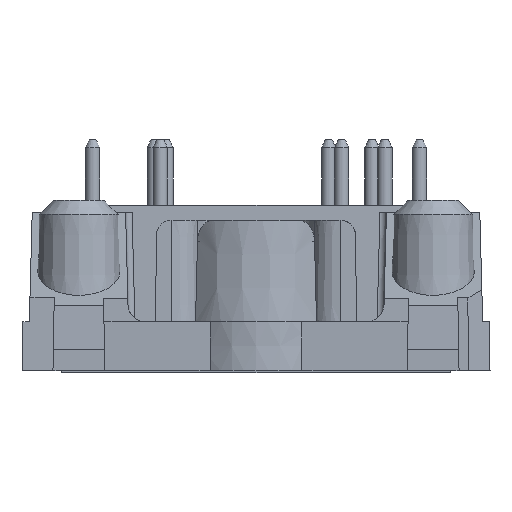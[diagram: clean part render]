
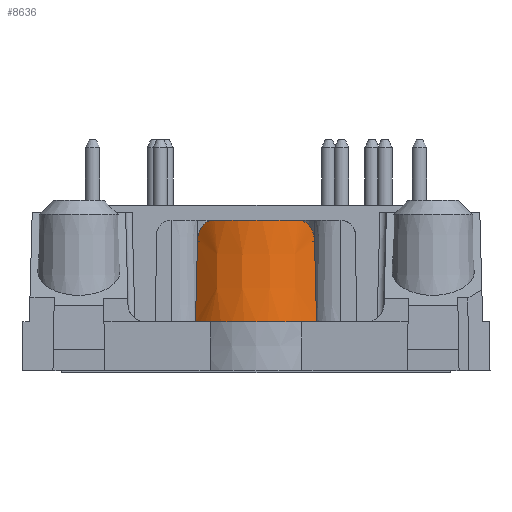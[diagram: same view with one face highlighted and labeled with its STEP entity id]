
A CAD part, left-side view. The second image highlights one B-rep face of the part: STEP entity #8636.
In plain terms, the highlighted conical face has half-angle 1 degrees and reference radius 5.5 mm.
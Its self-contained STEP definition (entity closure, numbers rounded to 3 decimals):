
#51=CONICAL_SURFACE('',#11871,5.5,0.017);
#180=CIRCLE('',#11833,5.377);
#193=CIRCLE('',#11872,5.5);
#194=CIRCLE('',#11873,5.5);
#195=CIRCLE('',#11874,5.5);
#604=B_SPLINE_CURVE_WITH_KNOTS('',3,(#17871,#17872,#17873,#17874,#17875),
 .UNSPECIFIED.,.F.,.F.,(4,1,4),(0.,0.001,0.002),
 .UNSPECIFIED.);
#605=B_SPLINE_CURVE_WITH_KNOTS('',3,(#17885,#17886,#17887,#17888,#17889),
 .UNSPECIFIED.,.F.,.F.,(4,1,4),(0.,0.001,0.002),
 .UNSPECIFIED.);
#607=B_SPLINE_CURVE_WITH_KNOTS('',3,(#17947,#17948,#17949,#17950),
 .UNSPECIFIED.,.F.,.F.,(4,4),(0.,0.006),.UNSPECIFIED.);
#610=B_SPLINE_CURVE_WITH_KNOTS('',3,(#17968,#17969,#17970,#17971),
 .UNSPECIFIED.,.F.,.F.,(4,4),(0.,0.006),.UNSPECIFIED.);
#2498=ORIENTED_EDGE('',*,*,#4046,.T.);
#2499=ORIENTED_EDGE('',*,*,#4059,.F.);
#2500=ORIENTED_EDGE('',*,*,#4060,.F.);
#2501=ORIENTED_EDGE('',*,*,#4061,.F.);
#2502=ORIENTED_EDGE('',*,*,#4040,.F.);
#2503=ORIENTED_EDGE('',*,*,#4013,.F.);
#2504=ORIENTED_EDGE('',*,*,#4010,.T.);
#2505=ORIENTED_EDGE('',*,*,#4008,.F.);
#4008=EDGE_CURVE('',#4944,#4945,#604,.T.);
#4010=EDGE_CURVE('',#4946,#4945,#180,.F.);
#4013=EDGE_CURVE('',#4946,#4948,#605,.T.);
#4040=EDGE_CURVE('',#4948,#4962,#607,.T.);
#4046=EDGE_CURVE('',#4944,#4965,#610,.T.);
#4059=EDGE_CURVE('',#4976,#4965,#193,.T.);
#4060=EDGE_CURVE('',#4977,#4976,#194,.T.);
#4061=EDGE_CURVE('',#4962,#4977,#195,.T.);
#4944=VERTEX_POINT('',#17870);
#4945=VERTEX_POINT('',#17876);
#4946=VERTEX_POINT('',#17880);
#4948=VERTEX_POINT('',#17890);
#4962=VERTEX_POINT('',#17951);
#4965=VERTEX_POINT('',#17967);
#4976=VERTEX_POINT('',#18003);
#4977=VERTEX_POINT('',#18005);
#7052=EDGE_LOOP('',(#2498,#2499,#2500,#2501,#2502,#2503,#2504,#2505));
#7736=FACE_BOUND('',#7052,.T.);
#8636=ADVANCED_FACE('',(#7736),#51,.T.);
#11833=AXIS2_PLACEMENT_3D('',#17879,#13588,#13589);
#11871=AXIS2_PLACEMENT_3D('',#18001,#13692,#13693);
#11872=AXIS2_PLACEMENT_3D('',#18002,#13694,#13695);
#11873=AXIS2_PLACEMENT_3D('',#18004,#13696,#13697);
#11874=AXIS2_PLACEMENT_3D('',#18006,#13698,#13699);
#13588=DIRECTION('',(0.,0.,1.));
#13589=DIRECTION('',(1.,0.,0.));
#13692=DIRECTION('',(0.,0.,-1.));
#13693=DIRECTION('',(-1.,0.,0.));
#13694=DIRECTION('',(0.,0.,-1.));
#13695=DIRECTION('',(-1.,0.,0.));
#13696=DIRECTION('',(0.,0.,-1.));
#13697=DIRECTION('',(-1.,0.,0.));
#13698=DIRECTION('',(0.,0.,-1.));
#13699=DIRECTION('',(-1.,0.,0.));
#17870=CARTESIAN_POINT('',(-31.061,4.063,8.976));
#17871=CARTESIAN_POINT('',(-31.061,4.063,8.976));
#17872=CARTESIAN_POINT('',(-31.061,4.054,9.372));
#17873=CARTESIAN_POINT('',(-31.318,3.829,10.144));
#17874=CARTESIAN_POINT('',(-31.821,3.224,10.45));
#17875=CARTESIAN_POINT('',(-32.034,2.89,10.45));
#17876=CARTESIAN_POINT('',(-32.034,2.89,10.45));
#17879=CARTESIAN_POINT('',(-27.5,0.,10.45));
#17880=CARTESIAN_POINT('',(-32.034,-2.89,10.45));
#17885=CARTESIAN_POINT('',(-32.034,-2.89,10.45));
#17886=CARTESIAN_POINT('',(-31.821,-3.224,10.45));
#17887=CARTESIAN_POINT('',(-31.319,-3.827,10.146));
#17888=CARTESIAN_POINT('',(-31.061,-4.054,9.372));
#17889=CARTESIAN_POINT('',(-31.061,-4.063,8.976));
#17890=CARTESIAN_POINT('',(-31.061,-4.063,8.976));
#17947=CARTESIAN_POINT('',(-31.061,-4.063,8.976));
#17948=CARTESIAN_POINT('',(-31.057,-4.11,7.117));
#17949=CARTESIAN_POINT('',(-31.053,-4.156,5.259));
#17950=CARTESIAN_POINT('',(-31.049,-4.201,3.4));
#17951=CARTESIAN_POINT('',(-31.049,-4.201,3.4));
#17967=CARTESIAN_POINT('',(-31.049,4.201,3.4));
#17968=CARTESIAN_POINT('',(-31.061,4.063,8.976));
#17969=CARTESIAN_POINT('',(-31.057,4.11,7.117));
#17970=CARTESIAN_POINT('',(-31.053,4.156,5.259));
#17971=CARTESIAN_POINT('',(-31.049,4.201,3.4));
#18001=CARTESIAN_POINT('',(-27.5,0.,3.4));
#18002=CARTESIAN_POINT('',(-27.5,0.,3.4));
#18003=CARTESIAN_POINT('',(-32.,3.162,3.4));
#18004=CARTESIAN_POINT('',(-27.5,0.,3.4));
#18005=CARTESIAN_POINT('',(-32.,-3.162,3.4));
#18006=CARTESIAN_POINT('',(-27.5,0.,3.4));
